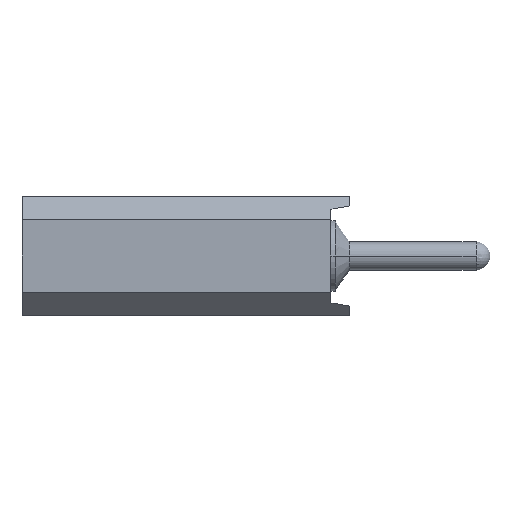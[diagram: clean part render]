
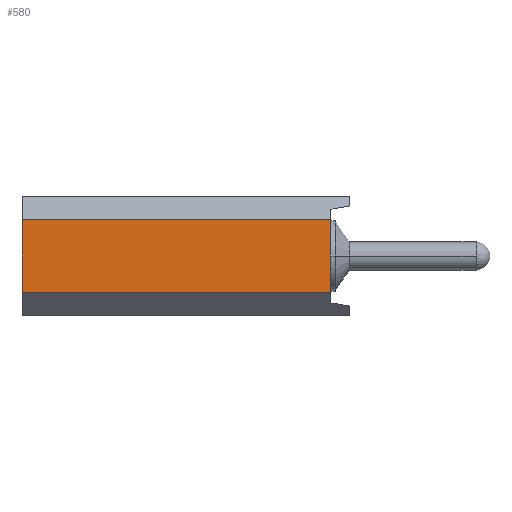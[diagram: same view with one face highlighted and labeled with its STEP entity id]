
A CAD part, left-side view. The second image highlights one B-rep face of the part: STEP entity #580.
In plain terms, the highlighted planar face has unit normal (-1, 0, 0).
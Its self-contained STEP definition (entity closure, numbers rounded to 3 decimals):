
#580=ADVANCED_FACE('',(#1427),#1428,.T.);
#1427=FACE_OUTER_BOUND('',#2556,.T.);
#1428=PLANE('',#2557);
#2556=EDGE_LOOP('',(#4189,#4190,#4191,#4192));
#2557=AXIS2_PLACEMENT_3D('',#4193,#4194,#4195);
#4189=ORIENTED_EDGE('',*,*,#7061,.T.);
#4190=ORIENTED_EDGE('',*,*,#7062,.T.);
#4191=ORIENTED_EDGE('',*,*,#7063,.T.);
#4192=ORIENTED_EDGE('',*,*,#7064,.F.);
#4193=CARTESIAN_POINT('',(-12.7,0.0,0.0));
#4194=DIRECTION('',(-1.0,0.0,0.0));
#4195=DIRECTION('',(0.0,0.,1.0));
#7061=EDGE_CURVE('',#8618,#8619,#8620,.T.);
#7062=EDGE_CURVE('',#8619,#8621,#8622,.T.);
#7063=EDGE_CURVE('',#8621,#8623,#8624,.T.);
#7064=EDGE_CURVE('',#8618,#8623,#8625,.T.);
#8618=VERTEX_POINT('',#10606);
#8619=VERTEX_POINT('',#10607);
#8620=LINE('',#10608,#10609);
#8621=VERTEX_POINT('',#10610);
#8622=LINE('',#10611,#10612);
#8623=VERTEX_POINT('',#10613);
#8624=LINE('',#10614,#10615);
#8625=LINE('',#10616,#10617);
#10606=CARTESIAN_POINT('',(-12.7,0.4,-0.77));
#10607=CARTESIAN_POINT('',(-12.7,0.4,0.77));
#10608=CARTESIAN_POINT('',(-12.7,0.4,0.));
#10609=VECTOR('',#12634,1.0);
#10610=CARTESIAN_POINT('',(-12.7,7.0,0.77));
#10611=CARTESIAN_POINT('',(-12.7,0.,0.77));
#10612=VECTOR('',#12635,1.0);
#10613=CARTESIAN_POINT('',(-12.7,7.0,-0.77));
#10614=CARTESIAN_POINT('',(-12.7,7.0,0.77));
#10615=VECTOR('',#12636,1.0);
#10616=CARTESIAN_POINT('',(-12.7,0.,-0.77));
#10617=VECTOR('',#12637,1.0);
#12634=DIRECTION('',(0.0,0.,1.0));
#12635=DIRECTION('',(0.0,1.0,0.));
#12636=DIRECTION('',(0.0,0.,-1.0));
#12637=DIRECTION('',(0.0,1.0,0.));
